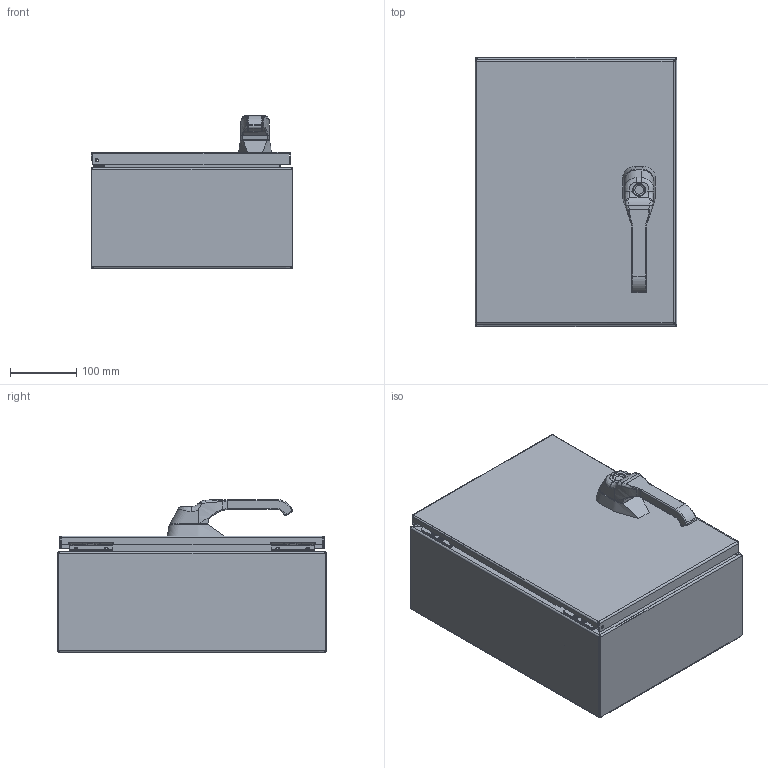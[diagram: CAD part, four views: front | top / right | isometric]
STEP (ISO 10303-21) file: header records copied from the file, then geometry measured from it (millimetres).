
FILE_DESCRIPTION (( 'STEP AP214' ), '1' );
FILE_NAME ('N4121612061PTC.STEP', '2019-09-05T15:10:51', ( '' ), ( '' ), 'SwSTEP 2.0', 'SolidWorks 2018', '' );
FILE_SCHEMA (( 'AUTOMOTIVE_DESIGN' ));
Length unit declared in the file: inch
Products named in the file (1): N4121612061PTC
Bounding box: 304.8 x 406.4 x 231.02 mm (x, y, z)
Volume: 1174036.9 mm3; surface area: 1114055.2 mm2
Topology: 28 solids, 28 shells, 1280 faces, 3072 edges, 1848 vertices
Faces by surface type: cylinder 474, plane 417, bspline 201, cone 168, torus 20
Full cylindrical faces by diameter (mm): 2.362 x4, 3.175 x2, 3.317 x68, 3.861 x4, 3.962 x2, 4.166 x68, 4.25 x4, 4.366 x4, 4.572 x4, 4.775 x6, 5.4 x2, 6.35 x10, 6.502 x4, 6.985 x4, 7.112 x3, 7.62 x4, 8.128 x4, 8.56 x2, 9.144 x4, 11.112 x3, 11.113 x1, 14.3 x4
Entity records: 67245 total; most frequent: CARTESIAN_POINT 24658, ORIENTED_EDGE 4946, DIRECTION 4895, EDGE_CURVE 2473, AXIS2_PLACEMENT_3D 1874, EDGE_LOOP 1792, VERTEX_POINT 1679, FACE_OUTER_BOUND 1510
